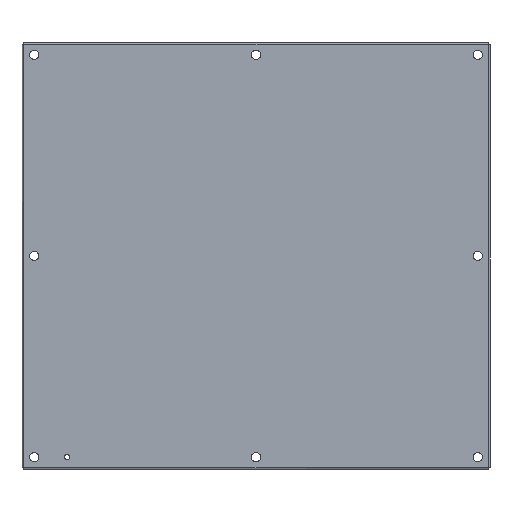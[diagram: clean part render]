
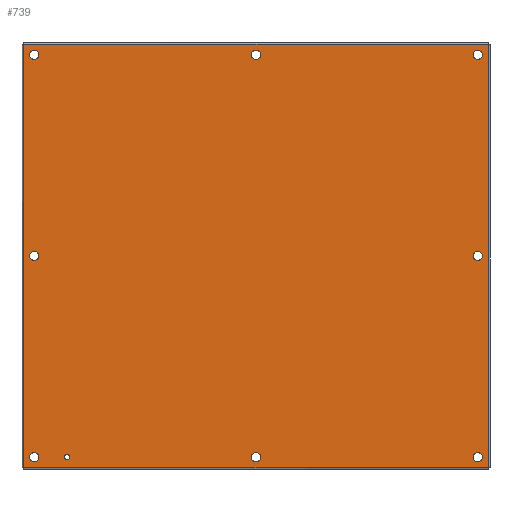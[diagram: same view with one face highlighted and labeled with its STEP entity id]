
A CAD part, top view. The second image highlights one B-rep face of the part: STEP entity #739.
In plain terms, the highlighted planar face has unit normal (0, 0, 1).
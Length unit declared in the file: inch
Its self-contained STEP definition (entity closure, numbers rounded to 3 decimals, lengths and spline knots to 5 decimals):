
#23=FACE_BOUND($,#182,.T.);
#24=FACE_BOUND($,#183,.T.);
#25=FACE_BOUND($,#184,.T.);
#26=FACE_BOUND($,#185,.T.);
#27=FACE_BOUND($,#186,.T.);
#28=FACE_BOUND($,#187,.T.);
#29=FACE_BOUND($,#188,.T.);
#30=FACE_BOUND($,#189,.T.);
#31=FACE_BOUND($,#190,.T.);
#50=CIRCLE($,#791,0.2815);
#51=CIRCLE($,#792,0.2815);
#52=CIRCLE($,#793,0.2815);
#53=CIRCLE($,#794,0.2815);
#54=CIRCLE($,#795,0.156);
#55=CIRCLE($,#796,0.2815);
#56=CIRCLE($,#797,0.2815);
#57=CIRCLE($,#798,0.2815);
#58=CIRCLE($,#799,0.2815);
#88=PLANE($,#790);
#125=FACE_OUTER_BOUND($,#181,.T.);
#181=EDGE_LOOP($,(#654,#655,#656,#657));
#182=EDGE_LOOP($,(#658));
#183=EDGE_LOOP($,(#659));
#184=EDGE_LOOP($,(#660));
#185=EDGE_LOOP($,(#661));
#186=EDGE_LOOP($,(#662));
#187=EDGE_LOOP($,(#663));
#188=EDGE_LOOP($,(#664));
#189=EDGE_LOOP($,(#665));
#190=EDGE_LOOP($,(#666));
#226=LINE($,#999,#286);
#242=LINE($,#1101,#302);
#257=LINE($,#1201,#317);
#272=LINE($,#1300,#332);
#286=VECTOR($,#814,28.2895);
#302=VECTOR($,#844,25.7895);
#317=VECTOR($,#873,25.7895);
#332=VECTOR($,#902,28.2895);
#347=VERTEX_POINT($,#990);
#348=VERTEX_POINT($,#998);
#359=VERTEX_POINT($,#1100);
#369=VERTEX_POINT($,#1193);
#394=VERTEX_POINT($,#1406);
#395=VERTEX_POINT($,#1408);
#396=VERTEX_POINT($,#1410);
#397=VERTEX_POINT($,#1412);
#398=VERTEX_POINT($,#1414);
#399=VERTEX_POINT($,#1416);
#400=VERTEX_POINT($,#1418);
#401=VERTEX_POINT($,#1420);
#402=VERTEX_POINT($,#1422);
#405=EDGE_CURVE($,#348,#347,#226,.T.);
#425=EDGE_CURVE($,#359,#348,#242,.T.);
#444=EDGE_CURVE($,#347,#369,#257,.T.);
#463=EDGE_CURVE($,#369,#359,#272,.T.);
#488=EDGE_CURVE($,#394,#394,#50,.T.);
#489=EDGE_CURVE($,#395,#395,#51,.T.);
#490=EDGE_CURVE($,#396,#396,#52,.T.);
#491=EDGE_CURVE($,#397,#397,#53,.T.);
#492=EDGE_CURVE($,#398,#398,#54,.T.);
#493=EDGE_CURVE($,#399,#399,#55,.T.);
#494=EDGE_CURVE($,#400,#400,#56,.T.);
#495=EDGE_CURVE($,#401,#401,#57,.T.);
#496=EDGE_CURVE($,#402,#402,#58,.T.);
#654=ORIENTED_EDGE($,*,*,#405,.T.);
#655=ORIENTED_EDGE($,*,*,#444,.T.);
#656=ORIENTED_EDGE($,*,*,#463,.T.);
#657=ORIENTED_EDGE($,*,*,#425,.T.);
#658=ORIENTED_EDGE($,*,*,#488,.T.);
#659=ORIENTED_EDGE($,*,*,#489,.T.);
#660=ORIENTED_EDGE($,*,*,#490,.T.);
#661=ORIENTED_EDGE($,*,*,#491,.T.);
#662=ORIENTED_EDGE($,*,*,#492,.T.);
#663=ORIENTED_EDGE($,*,*,#493,.T.);
#664=ORIENTED_EDGE($,*,*,#494,.T.);
#665=ORIENTED_EDGE($,*,*,#495,.T.);
#666=ORIENTED_EDGE($,*,*,#496,.T.);
#739=ADVANCED_FACE($,(#125,#23,#24,#25,#26,#27,#28,#29,#30,#31),#88,.T.);
#790=AXIS2_PLACEMENT_3D($,#1405,#947,#948);
#791=AXIS2_PLACEMENT_3D($,#1407,#949,#950);
#792=AXIS2_PLACEMENT_3D($,#1409,#951,#952);
#793=AXIS2_PLACEMENT_3D($,#1411,#953,#954);
#794=AXIS2_PLACEMENT_3D($,#1413,#955,#956);
#795=AXIS2_PLACEMENT_3D($,#1415,#957,#958);
#796=AXIS2_PLACEMENT_3D($,#1417,#959,#960);
#797=AXIS2_PLACEMENT_3D($,#1419,#961,#962);
#798=AXIS2_PLACEMENT_3D($,#1421,#963,#964);
#799=AXIS2_PLACEMENT_3D($,#1423,#965,#966);
#814=DIRECTION($,(1.,0.,0.));
#844=DIRECTION($,(0.,-1.,0.));
#873=DIRECTION($,(0.,1.,0.));
#902=DIRECTION($,(-1.,0.,0.));
#947=DIRECTION('center_axis',(0.,0.,1.));
#948=DIRECTION('ref_axis',(1.,0.,0.));
#949=DIRECTION('center_axis',(0.,0.,-1.));
#950=DIRECTION('ref_axis',(1.,0.,0.));
#951=DIRECTION('center_axis',(0.,0.,-1.));
#952=DIRECTION('ref_axis',(1.,0.,0.));
#953=DIRECTION('center_axis',(0.,0.,-1.));
#954=DIRECTION('ref_axis',(1.,0.,0.));
#955=DIRECTION('center_axis',(0.,0.,-1.));
#956=DIRECTION('ref_axis',(1.,0.,0.));
#957=DIRECTION('center_axis',(0.,0.,-1.));
#958=DIRECTION('ref_axis',(1.,0.,0.));
#959=DIRECTION('center_axis',(0.,0.,-1.));
#960=DIRECTION('ref_axis',(1.,0.,0.));
#961=DIRECTION('center_axis',(0.,0.,-1.));
#962=DIRECTION('ref_axis',(1.,0.,0.));
#963=DIRECTION('center_axis',(0.,0.,-1.));
#964=DIRECTION('ref_axis',(1.,0.,0.));
#965=DIRECTION('center_axis',(0.,0.,-1.));
#966=DIRECTION('ref_axis',(1.,0.,0.));
#990=CARTESIAN_POINT('',(28.39475,0.10525,0.074));
#998=CARTESIAN_POINT('',(0.10525,0.10525,0.074));
#999=CARTESIAN_POINT($,(7.17763,0.10525,0.074));
#1100=CARTESIAN_POINT('',(0.10525,25.89475,0.074));
#1101=CARTESIAN_POINT($,(0.10525,19.44738,0.074));
#1193=CARTESIAN_POINT('',(28.39475,25.89475,0.074));
#1201=CARTESIAN_POINT($,(28.39475,6.55263,0.074));
#1300=CARTESIAN_POINT($,(21.32238,25.89475,0.074));
#1405=CARTESIAN_POINT('Origin',(14.25,13.,0.074));
#1406=CARTESIAN_POINT('',(28.0315,13.,0.074));
#1407=CARTESIAN_POINT('Origin',(27.75,13.,0.074));
#1408=CARTESIAN_POINT('',(1.0315,13.,0.074));
#1409=CARTESIAN_POINT('Origin',(0.75,13.,0.074));
#1410=CARTESIAN_POINT('',(14.5315,0.75,0.074));
#1411=CARTESIAN_POINT('Origin',(14.25,0.75,0.074));
#1412=CARTESIAN_POINT('',(14.5315,25.25,0.074));
#1413=CARTESIAN_POINT('Origin',(14.25,25.25,0.074));
#1414=CARTESIAN_POINT('',(2.906,0.75,0.074));
#1415=CARTESIAN_POINT('Origin',(2.75,0.75,0.074));
#1416=CARTESIAN_POINT('',(28.0315,0.75,0.074));
#1417=CARTESIAN_POINT('Origin',(27.75,0.75,0.074));
#1418=CARTESIAN_POINT('',(1.0315,0.75,0.074));
#1419=CARTESIAN_POINT('Origin',(0.75,0.75,0.074));
#1420=CARTESIAN_POINT('',(28.0315,25.25,0.074));
#1421=CARTESIAN_POINT('Origin',(27.75,25.25,0.074));
#1422=CARTESIAN_POINT('',(1.0315,25.25,0.074));
#1423=CARTESIAN_POINT('Origin',(0.75,25.25,0.074));
